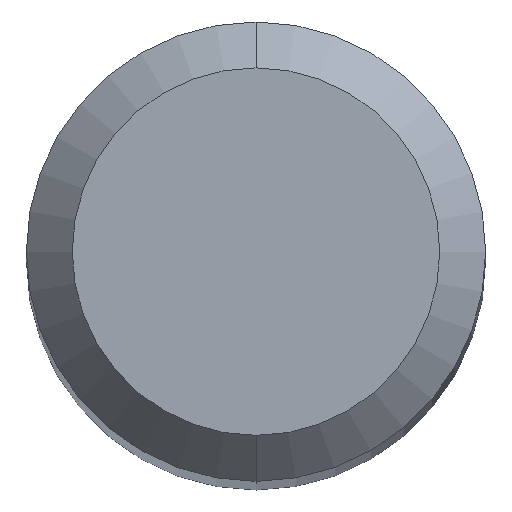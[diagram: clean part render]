
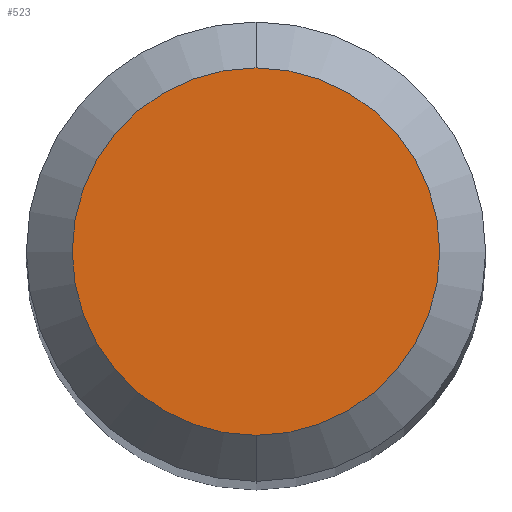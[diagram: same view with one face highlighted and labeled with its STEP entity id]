
A CAD part, top view. The second image highlights one B-rep face of the part: STEP entity #523.
In plain terms, the highlighted planar face has unit normal (0, 0, 1).
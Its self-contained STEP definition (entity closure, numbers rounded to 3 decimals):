
#523=ADVANCED_FACE('',(#1176),#1177,.T.);
#773=VERTEX_POINT('',#1450);
#779=EDGE_CURVE('',#781,#773,#1456,.T.);
#781=VERTEX_POINT('',#1458);
#939=EDGE_CURVE('',#773,#781,#1632,.T.);
#1176=FACE_OUTER_BOUND('',#3647,.T.);
#1177=PLANE('',#3648);
#1450=CARTESIAN_POINT('',(0.,-1.2,0.0));
#1456=CIRCLE('',#5099,1.2);
#1458=CARTESIAN_POINT('',(0.0,1.2,0.0));
#1632=CIRCLE('',#5631,1.2);
#3647=EDGE_LOOP('',(#5955,#5956));
#3648=AXIS2_PLACEMENT_3D('',#5957,#5958,#5959);
#5099=AXIS2_PLACEMENT_3D('',#6257,#6258,#6259);
#5631=AXIS2_PLACEMENT_3D('',#6441,#6442,#6443);
#5955=ORIENTED_EDGE('',*,*,#779,.F.);
#5956=ORIENTED_EDGE('',*,*,#939,.F.);
#5957=CARTESIAN_POINT('',(0.0,0.6,0.0));
#5958=DIRECTION('',(-0.0,0.0,1.0));
#5959=DIRECTION('',(0.0,-1.0,0.0));
#6257=CARTESIAN_POINT('',(0.0,0.0,0.0));
#6258=DIRECTION('',(0.0,0.0,-1.0));
#6259=DIRECTION('',(0.0,1.0,0.0));
#6441=CARTESIAN_POINT('',(0.0,0.0,0.0));
#6442=DIRECTION('',(0.0,0.0,-1.0));
#6443=DIRECTION('',(0.0,1.0,0.0));
